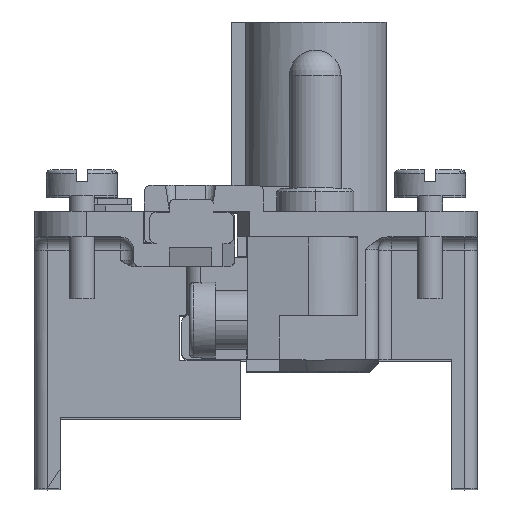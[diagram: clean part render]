
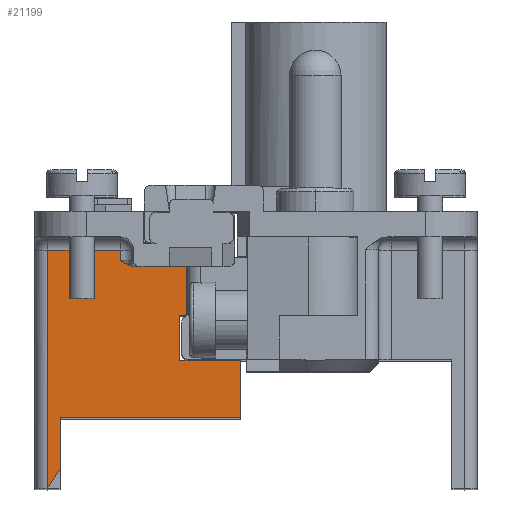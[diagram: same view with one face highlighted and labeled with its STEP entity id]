
A CAD part, top view. The second image highlights one B-rep face of the part: STEP entity #21199.
In plain terms, the highlighted planar face has unit normal (0, 0, 1).
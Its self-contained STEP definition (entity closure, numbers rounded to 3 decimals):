
#883=DIRECTION('',(-1.,0.,0.));
#884=VECTOR('',#883,3.982);
#885=CARTESIAN_POINT('',(-3.2,17.2,31.65));
#886=LINE('',#885,#884);
#2856=CARTESIAN_POINT('',(-7.182,17.2,31.65));
#2857=CARTESIAN_POINT('',(-7.195,17.2,31.65));
#2858=CARTESIAN_POINT('',(-7.22,17.201,31.65));
#2859=CARTESIAN_POINT('',(-7.259,17.203,31.65));
#2860=CARTESIAN_POINT('',(-7.285,17.206,31.65));
#2861=CARTESIAN_POINT('',(-7.298,17.207,31.65));
#2863=CARTESIAN_POINT('',(-7.298,17.207,31.65));
#2864=CARTESIAN_POINT('',(-7.401,17.22,31.65));
#2865=CARTESIAN_POINT('',(-7.611,17.276,31.65));
#2866=CARTESIAN_POINT('',(-7.947,17.452,31.65));
#2867=CARTESIAN_POINT('',(-8.178,17.613,31.65));
#2868=CARTESIAN_POINT('',(-8.3,17.7,31.65));
#2885=DIRECTION('',(0.,-1.,0.));
#2886=VECTOR('',#2885,3.733);
#2887=CARTESIAN_POINT('',(-3.2,17.2,31.65));
#2888=LINE('',#2887,#2886);
#2889=DIRECTION('',(-0.999,-0.035,0.));
#2890=VECTOR('',#2889,0.5);
#2891=CARTESIAN_POINT('',(-3.2,13.467,31.65));
#2892=LINE('',#2891,#2890);
#2893=DIRECTION('',(1.,0.,0.));
#2894=VECTOR('',#2893,4.7);
#2895=CARTESIAN_POINT('',(-3.7,9.95,31.65));
#2896=LINE('',#2895,#2894);
#2897=DIRECTION('',(0.,-1.,0.));
#2898=VECTOR('',#2897,4.45);
#2899=CARTESIAN_POINT('',(1.,9.95,31.65));
#2900=LINE('',#2899,#2898);
#2901=DIRECTION('',(-0.555,-0.832,0.));
#2902=VECTOR('',#2901,1.713);
#2903=CARTESIAN_POINT('',(-13.,1.5,31.65));
#2904=LINE('',#2903,#2902);
#2905=DIRECTION('',(0.,1.,0.));
#2906=VECTOR('',#2905,0.8);
#2907=CARTESIAN_POINT('',(-8.3,17.7,31.65));
#2908=LINE('',#2907,#2906);
#2932=DIRECTION('',(-1.,0.,0.));
#2933=VECTOR('',#2932,5.65);
#2934=CARTESIAN_POINT('',(-8.3,18.5,31.65));
#2935=LINE('',#2934,#2933);
#2965=DIRECTION('',(0.,-1.,0.));
#2966=VECTOR('',#2965,18.425);
#2967=CARTESIAN_POINT('',(-13.95,18.5,31.65));
#2968=LINE('',#2967,#2966);
#2994=DIRECTION('',(0.,1.,0.));
#2995=VECTOR('',#2994,4.);
#2996=CARTESIAN_POINT('',(-13.,1.5,31.65));
#2997=LINE('',#2996,#2995);
#3078=DIRECTION('',(1.,0.,0.));
#3079=VECTOR('',#3078,14.);
#3080=CARTESIAN_POINT('',(-13.,5.5,31.65));
#3081=LINE('',#3080,#3079);
#3098=DIRECTION('',(0.,1.,0.));
#3099=VECTOR('',#3098,3.5);
#3100=CARTESIAN_POINT('',(-3.7,9.95,31.65));
#3101=LINE('',#3100,#3099);
#16779=CARTESIAN_POINT('',(-3.2,17.2,31.65));
#16780=VERTEX_POINT('',#16779);
#16781=CARTESIAN_POINT('',(-7.182,17.2,31.65));
#16782=VERTEX_POINT('',#16781);
#17253=CARTESIAN_POINT('',(-8.3,17.7,31.65));
#17254=VERTEX_POINT('',#17253);
#17255=CARTESIAN_POINT('',(-8.3,18.5,31.65));
#17256=VERTEX_POINT('',#17255);
#17257=VERTEX_POINT('',#2861);
#17258=CARTESIAN_POINT('',(-3.2,13.467,31.65));
#17259=VERTEX_POINT('',#17258);
#17260=CARTESIAN_POINT('',(-3.7,13.45,31.65));
#17261=VERTEX_POINT('',#17260);
#17262=CARTESIAN_POINT('',(-3.7,9.95,31.65));
#17263=VERTEX_POINT('',#17262);
#17264=CARTESIAN_POINT('',(1.,9.95,31.65));
#17265=VERTEX_POINT('',#17264);
#17266=CARTESIAN_POINT('',(1.,5.5,31.65));
#17267=VERTEX_POINT('',#17266);
#17268=CARTESIAN_POINT('',(-13.,5.5,31.65));
#17269=VERTEX_POINT('',#17268);
#17270=CARTESIAN_POINT('',(-13.,1.5,31.65));
#17271=VERTEX_POINT('',#17270);
#17272=CARTESIAN_POINT('',(-13.95,0.075,31.65));
#17273=VERTEX_POINT('',#17272);
#17274=CARTESIAN_POINT('',(-13.95,18.5,31.65));
#17275=VERTEX_POINT('',#17274);
#21167=CARTESIAN_POINT('',(-14.95,0.,31.65));
#21168=DIRECTION('',(0.,0.,-1.));
#21169=DIRECTION('',(1.,0.,0.));
#21170=AXIS2_PLACEMENT_3D('',#21167,#21168,#21169);
#21171=PLANE('',#21170);
#21173=ORIENTED_EDGE('',*,*,#21172,.F.);
#21174=ORIENTED_EDGE('',*,*,#21156,.F.);
#21175=ORIENTED_EDGE('',*,*,#21154,.F.);
#21176=ORIENTED_EDGE('',*,*,#19283,.F.);
#21178=ORIENTED_EDGE('',*,*,#21177,.T.);
#21180=ORIENTED_EDGE('',*,*,#21179,.T.);
#21182=ORIENTED_EDGE('',*,*,#21181,.F.);
#21184=ORIENTED_EDGE('',*,*,#21183,.T.);
#21186=ORIENTED_EDGE('',*,*,#21185,.T.);
#21188=ORIENTED_EDGE('',*,*,#21187,.F.);
#21190=ORIENTED_EDGE('',*,*,#21189,.F.);
#21192=ORIENTED_EDGE('',*,*,#21191,.T.);
#21194=ORIENTED_EDGE('',*,*,#21193,.F.);
#21196=ORIENTED_EDGE('',*,*,#21195,.F.);
#21197=EDGE_LOOP('',(#21173,#21174,#21175,#21176,#21178,#21180,#21182,#21184,
#21186,#21188,#21190,#21192,#21194,#21196));
#21198=FACE_OUTER_BOUND('',#21197,.F.);
#2862=B_SPLINE_CURVE_WITH_KNOTS('',3,(#2856,#2857,#2858,#2859,#2860,#2861),
.UNSPECIFIED.,.F.,.F.,(4,1,1,4),(0.,0.333,0.667,1.),
.UNSPECIFIED.);
#2869=B_SPLINE_CURVE_WITH_KNOTS('',3,(#2863,#2864,#2865,#2866,#2867,#2868),
.UNSPECIFIED.,.F.,.F.,(4,1,1,4),(0.,0.333,0.667,1.),
.UNSPECIFIED.);
#19283=EDGE_CURVE('',#16780,#16782,#886,.T.);
#21154=EDGE_CURVE('',#16782,#17257,#2862,.T.);
#21156=EDGE_CURVE('',#17257,#17254,#2869,.T.);
#21172=EDGE_CURVE('',#17254,#17256,#2908,.T.);
#21177=EDGE_CURVE('',#16780,#17259,#2888,.T.);
#21179=EDGE_CURVE('',#17259,#17261,#2892,.T.);
#21181=EDGE_CURVE('',#17263,#17261,#3101,.T.);
#21183=EDGE_CURVE('',#17263,#17265,#2896,.T.);
#21185=EDGE_CURVE('',#17265,#17267,#2900,.T.);
#21187=EDGE_CURVE('',#17269,#17267,#3081,.T.);
#21189=EDGE_CURVE('',#17271,#17269,#2997,.T.);
#21191=EDGE_CURVE('',#17271,#17273,#2904,.T.);
#21193=EDGE_CURVE('',#17275,#17273,#2968,.T.);
#21195=EDGE_CURVE('',#17256,#17275,#2935,.T.);
#21199=ADVANCED_FACE('',(#21198),#21171,.F.);
